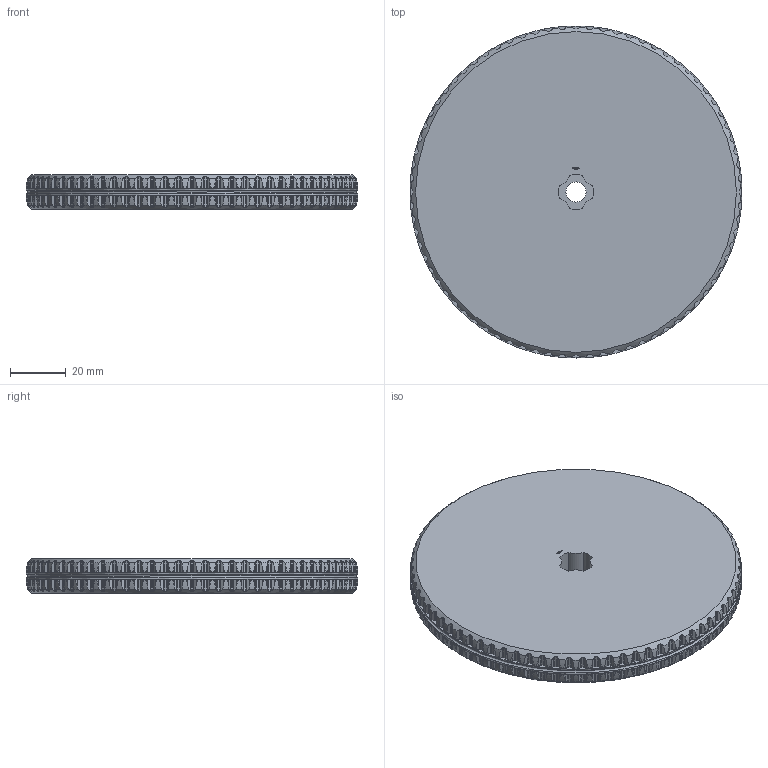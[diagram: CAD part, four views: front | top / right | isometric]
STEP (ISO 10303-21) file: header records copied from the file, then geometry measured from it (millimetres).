
FILE_DESCRIPTION(('FreeCAD Model'),'2;1');
FILE_NAME('Open CASCADE Shape Model','2024-12-31T23:27:43',(''),(''), 'Open CASCADE STEP processor 7.8','FreeCAD','Unknown');
FILE_SCHEMA(('AUTOMOTIVE_DESIGN { 1 0 10303 214 1 1 1 1 }'));
Products named in the file (1): Wheel GND TTRD PLN BU09.50x01.00 - SPN-WHL-0031 (stemfie.org)
Bounding box: 118.75 x 118.75 x 12.5 mm (x, y, z)
Volume: 133463.6 mm3; surface area: 28677.4 mm2
Topology: 1 solids, 1 shells, 2052 faces, 5966 edges, 3970 vertices
Faces by surface type: cylinder 928, plane 797, torus 154, extrusion 134, cone 39
Full cylindrical faces by diameter (mm): 2 x4, 7.2 x2, 118.75 x2
Entity records: 96134 total; most frequent: CARTESIAN_POINT 43097, ORIENTED_EDGE 11932, DIRECTION 10207, EDGE_CURVE 5966, VERTEX_POINT 3970, AXIS2_PLACEMENT_3D 3679, VECTOR 2849, LINE 2715
